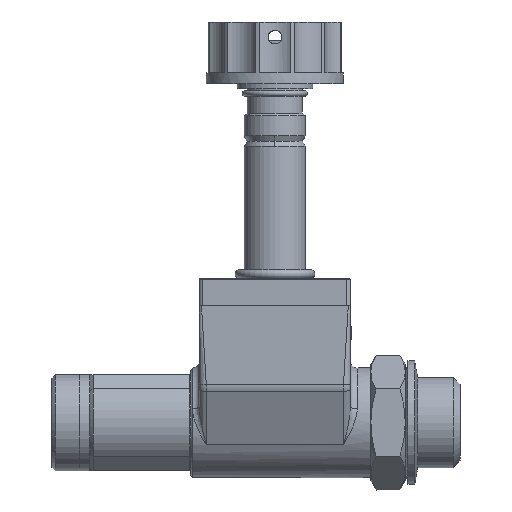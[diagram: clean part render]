
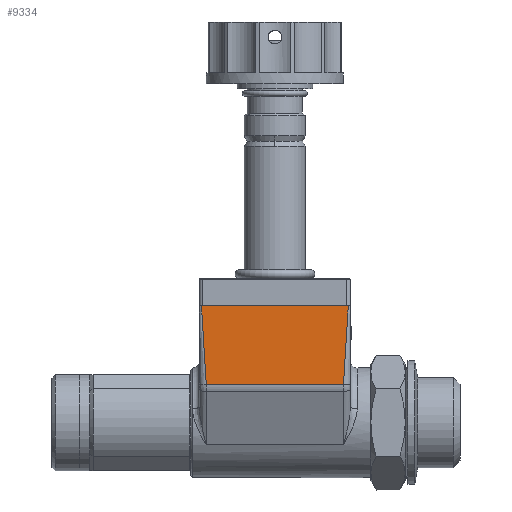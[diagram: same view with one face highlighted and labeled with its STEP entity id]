
A CAD part, top view. The second image highlights one B-rep face of the part: STEP entity #9334.
In plain terms, the highlighted face is planar.
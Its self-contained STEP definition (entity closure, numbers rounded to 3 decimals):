
#3893 = EDGE_CURVE( '', #10526, #10527, #10528, .T. );
#3988 = EDGE_CURVE( '', #10692, #10187, #10693, .T. );
#4685 = EDGE_CURVE( '', #10527, #10187, #11823, .T. );
#7965 = EDGE_CURVE( '', #10692, #10526, #16336, .T. );
#9334 = ADVANCED_FACE( '', ( #18053 ), #18054, .T. );
#10187 = VERTEX_POINT( '', #19092 );
#10526 = VERTEX_POINT( '', #19691 );
#10527 = VERTEX_POINT( '', #19692 );
#10528 = LINE( '', #19693, #19694 );
#10692 = VERTEX_POINT( '', #20134 );
#10693 = LINE( '', #20135, #20136 );
#11823 = B_SPLINE_CURVE_WITH_KNOTS( '', 3, ( #22714, #22715, #22716, #22717, #22718, #22719, #22720, #22721, #22722, #22723, #22724, #22725, #22726, #22727, #22728, #22729, #22730, #22731 ), .UNSPECIFIED., .F., .F., ( 4, 2, 2, 2, 2, 2, 2, 2, 4 ), ( 0.421, 0.994, 1.567, 2.141, 2.714, 3.287, 3.86, 4.434, 5.007 ), .UNSPECIFIED. );
#16336 = B_SPLINE_CURVE_WITH_KNOTS( '', 3, ( #33196, #33197, #33198, #33199, #33200, #33201, #33202, #33203, #33204, #33205, #33206, #33207, #33208, #33209, #33210, #33211 ), .UNSPECIFIED., .F., .F., ( 4, 2, 2, 2, 2, 2, 2, 4 ), ( 0., 0.337, 2.191, 4.046, 5.901, 7.756, 9.611, 11.466 ), .UNSPECIFIED. );
#18053 = FACE_OUTER_BOUND( '', #37009, .T. );
#18054 = PLANE( '', #37010 );
#19092 = CARTESIAN_POINT( '', ( -11., 10.7, 17. ) );
#19691 = CARTESIAN_POINT( '', ( -11., -10., 5.534 ) );
#19692 = CARTESIAN_POINT( '', ( -11., 10.001, 5.534 ) );
#19693 = CARTESIAN_POINT( '', ( -11., -11., 5.534 ) );
#19694 = VECTOR( '', #38643, 1000. );
#20134 = CARTESIAN_POINT( '', ( -11., -10.7, 17. ) );
#20135 = CARTESIAN_POINT( '', ( -11., -11., 17. ) );
#20136 = VECTOR( '', #38787, 1000. );
#22714 = CARTESIAN_POINT( '', ( -11., 10.001, 5.534 ) );
#22715 = CARTESIAN_POINT( '', ( -11., 10.004, 6.011 ) );
#22716 = CARTESIAN_POINT( '', ( -11., 10.017, 6.489 ) );
#22717 = CARTESIAN_POINT( '', ( -11., 10.059, 7.445 ) );
#22718 = CARTESIAN_POINT( '', ( -11., 10.088, 7.922 ) );
#22719 = CARTESIAN_POINT( '', ( -11., 10.154, 8.878 ) );
#22720 = CARTESIAN_POINT( '', ( -11., 10.193, 9.356 ) );
#22721 = CARTESIAN_POINT( '', ( -11., 10.274, 10.311 ) );
#22722 = CARTESIAN_POINT( '', ( -11., 10.317, 10.789 ) );
#22723 = CARTESIAN_POINT( '', ( -11., 10.403, 11.745 ) );
#22724 = CARTESIAN_POINT( '', ( -11., 10.446, 12.222 ) );
#22725 = CARTESIAN_POINT( '', ( -11., 10.525, 13.178 ) );
#22726 = CARTESIAN_POINT( '', ( -11., 10.563, 13.656 ) );
#22727 = CARTESIAN_POINT( '', ( -11., 10.626, 14.611 ) );
#22728 = CARTESIAN_POINT( '', ( -11., 10.653, 15.089 ) );
#22729 = CARTESIAN_POINT( '', ( -11., 10.689, 16.044 ) );
#22730 = CARTESIAN_POINT( '', ( -11., 10.7, 16.522 ) );
#22731 = CARTESIAN_POINT( '', ( -11., 10.7, 17. ) );
#33196 = CARTESIAN_POINT( '', ( -11., -10.7, 17. ) );
#33197 = CARTESIAN_POINT( '', ( -11., -10.69, 16.888 ) );
#33198 = CARTESIAN_POINT( '', ( -11., -10.679, 16.776 ) );
#33199 = CARTESIAN_POINT( '', ( -11., -10.613, 16.045 ) );
#33200 = CARTESIAN_POINT( '', ( -11., -10.556, 15.427 ) );
#33201 = CARTESIAN_POINT( '', ( -11., -10.447, 14.19 ) );
#33202 = CARTESIAN_POINT( '', ( -11., -10.394, 13.572 ) );
#33203 = CARTESIAN_POINT( '', ( -11., -10.295, 12.335 ) );
#33204 = CARTESIAN_POINT( '', ( -11., -10.249, 11.717 ) );
#33205 = CARTESIAN_POINT( '', ( -11., -10.166, 10.48 ) );
#33206 = CARTESIAN_POINT( '', ( -11., -10.129, 9.862 ) );
#33207 = CARTESIAN_POINT( '', ( -11., -10.067, 8.625 ) );
#33208 = CARTESIAN_POINT( '', ( -11., -10.043, 8.007 ) );
#33209 = CARTESIAN_POINT( '', ( -11., -10.009, 6.77 ) );
#33210 = CARTESIAN_POINT( '', ( -11., -10., 6.152 ) );
#33211 = CARTESIAN_POINT( '', ( -11., -10., 5.534 ) );
#37009 = EDGE_LOOP( '', ( #49436, #49437, #49438, #49439 ) );
#37010 = AXIS2_PLACEMENT_3D( '', #49440, #49441, #49442 );
#38643 = DIRECTION( '', ( 0., 1., 0. ) );
#38787 = DIRECTION( '', ( 0., 1., 0. ) );
#49436 = ORIENTED_EDGE( '', *, *, #4685, .F. );
#49437 = ORIENTED_EDGE( '', *, *, #3893, .F. );
#49438 = ORIENTED_EDGE( '', *, *, #7965, .F. );
#49439 = ORIENTED_EDGE( '', *, *, #3988, .T. );
#49440 = CARTESIAN_POINT( '', ( -11., -11., 11.267 ) );
#49441 = DIRECTION( '', ( -1., 0., 0. ) );
#49442 = DIRECTION( '', ( 0., 0., 1. ) );
